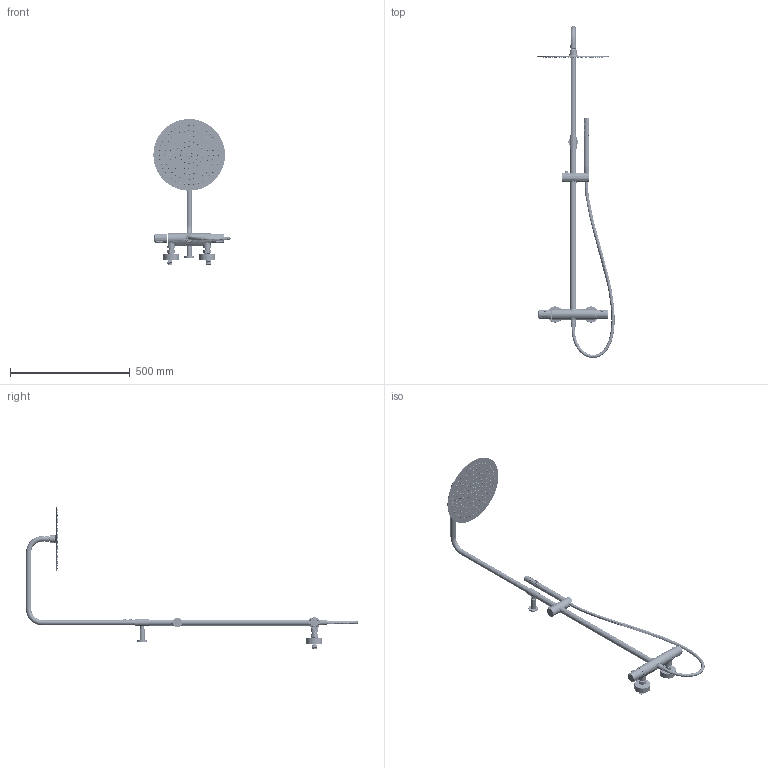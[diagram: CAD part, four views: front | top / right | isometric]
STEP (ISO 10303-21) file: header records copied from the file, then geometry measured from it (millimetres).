
FILE_DESCRIPTION (( 'STEP AP203' ), '1' );
FILE_NAME ('34DE08555.STEP', '2025-08-19T06:01:07', ( '' ), ( '' ), 'SwSTEP 2.0', 'SolidWorks 2021', '' );
FILE_SCHEMA (( 'CONFIG_CONTROL_DESIGN' ));
Products named in the file (1): 34DE08555
Bounding box: 323.64 x 1388.09 x 610.4 mm (x, y, z)
Surface area: 985345 mm2 (no closed solid volume)
Topology: 0 solids, 40 shells, 6325 faces, 16028 edges, 10494 vertices
Faces by surface type: bspline 1996, cylinder 1894, plane 1303, cone 1034, torus 82, sphere 16
Entity records: 292172 total; most frequent: CARTESIAN_POINT 146368, ORIENTED_EDGE 31992, DIRECTION 28967, EDGE_CURVE 15998, AXIS2_PLACEMENT_3D 12305, VERTEX_POINT 10494, CIRCLE 7975, EDGE_LOOP 7696
